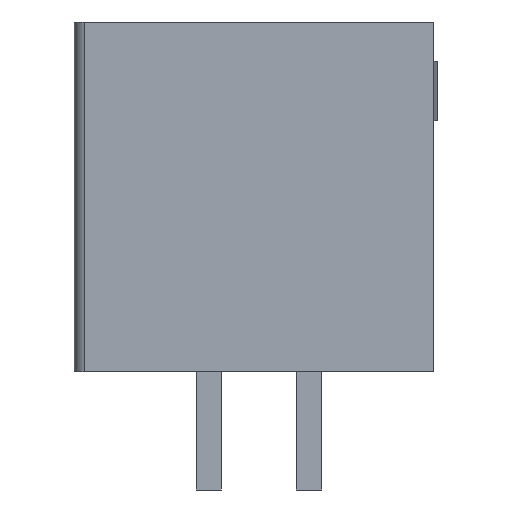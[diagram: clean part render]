
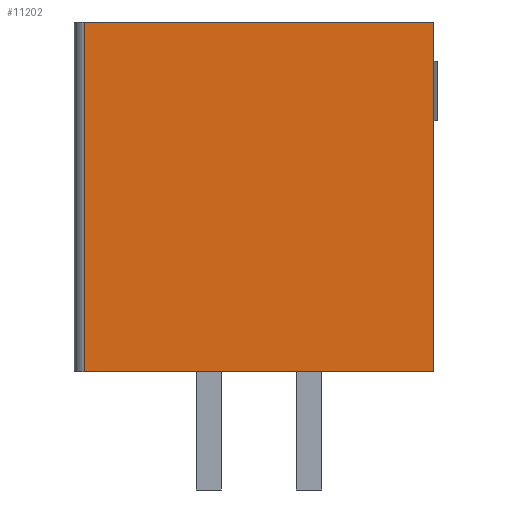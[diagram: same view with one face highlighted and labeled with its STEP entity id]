
A CAD part, left-side view. The second image highlights one B-rep face of the part: STEP entity #11202.
In plain terms, the highlighted planar face has unit normal (-1, 0, 0).
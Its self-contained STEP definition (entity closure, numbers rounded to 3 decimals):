
#51 = VERTEX_POINT('',#52);
#52 = CARTESIAN_POINT('',(-5.1,-3.155,8.85));
#58 = EDGE_CURVE('',#51,#59,#61,.T.);
#59 = VERTEX_POINT('',#60);
#60 = CARTESIAN_POINT('',(-5.1,-3.155,0.));
#61 = LINE('',#62,#63);
#62 = CARTESIAN_POINT('',(-5.1,-3.155,8.85));
#63 = VECTOR('',#64,1.);
#64 = DIRECTION('',(0.,0.,-1.));
#261 = VERTEX_POINT('',#262);
#262 = CARTESIAN_POINT('',(-5.1,5.695,0.));
#268 = EDGE_CURVE('',#269,#261,#271,.T.);
#269 = VERTEX_POINT('',#270);
#270 = CARTESIAN_POINT('',(-5.1,5.695,8.85));
#271 = LINE('',#272,#273);
#272 = CARTESIAN_POINT('',(-5.1,5.695,8.85));
#273 = VECTOR('',#274,1.);
#274 = DIRECTION('',(0.,0.,-1.));
#4154 = EDGE_CURVE('',#261,#59,#4155,.T.);
#4155 = LINE('',#4156,#4157);
#4156 = CARTESIAN_POINT('',(-5.1,5.695,0.));
#4157 = VECTOR('',#4158,1.);
#4158 = DIRECTION('',(0.,-1.,0.));
#11202 = ADVANCED_FACE('',(#11203),#11214,.F.);
#11203 = FACE_BOUND('',#11204,.T.);
#11204 = EDGE_LOOP('',(#11205,#11206,#11207,#11213));
#11205 = ORIENTED_EDGE('',*,*,#4154,.T.);
#11206 = ORIENTED_EDGE('',*,*,#58,.F.);
#11207 = ORIENTED_EDGE('',*,*,#11208,.F.);
#11208 = EDGE_CURVE('',#269,#51,#11209,.T.);
#11209 = LINE('',#11210,#11211);
#11210 = CARTESIAN_POINT('',(-5.1,5.695,8.85));
#11211 = VECTOR('',#11212,1.);
#11212 = DIRECTION('',(0.,-1.,0.));
#11213 = ORIENTED_EDGE('',*,*,#268,.T.);
#11214 = PLANE('',#11215);
#11215 = AXIS2_PLACEMENT_3D('',#11216,#11217,#11218);
#11216 = CARTESIAN_POINT('',(-5.1,5.695,8.85));
#11217 = DIRECTION('',(1.,0.,0.));
#11218 = DIRECTION('',(0.,1.,0.));
